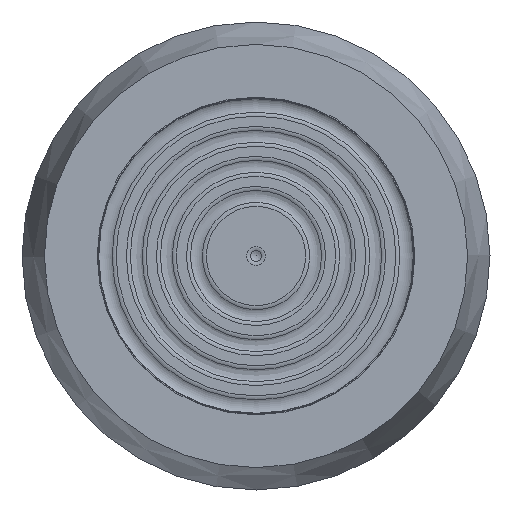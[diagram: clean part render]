
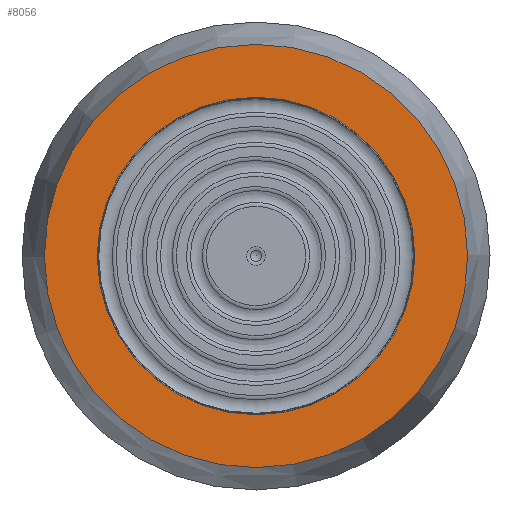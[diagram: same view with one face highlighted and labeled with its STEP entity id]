
A CAD part, left-side view. The second image highlights one B-rep face of the part: STEP entity #8056.
In plain terms, the highlighted planar face has unit normal (-1, 0, 0).
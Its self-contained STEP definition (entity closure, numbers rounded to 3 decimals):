
#1061=FACE_BOUND('',#2104,.T.);
#1114=PLANE('',#8471);
#1592=FACE_OUTER_BOUND('',#2103,.T.);
#2103=EDGE_LOOP('',(#7355));
#2104=EDGE_LOOP('',(#7356));
#3065=CIRCLE('',#8463,19.);
#3070=CIRCLE('',#8472,25.321);
#3845=VERTEX_POINT('',#26355);
#3848=VERTEX_POINT('',#26368);
#5024=EDGE_CURVE('',#3845,#3845,#3065,.T.);
#5030=EDGE_CURVE('',#3848,#3848,#3070,.T.);
#7355=ORIENTED_EDGE('',*,*,#5030,.F.);
#7356=ORIENTED_EDGE('',*,*,#5024,.T.);
#8056=ADVANCED_FACE('',(#1592,#1061),#1114,.T.);
#8463=AXIS2_PLACEMENT_3D('',#26356,#9493,#9494);
#8471=AXIS2_PLACEMENT_3D('',#26367,#9510,#9511);
#8472=AXIS2_PLACEMENT_3D('',#26369,#9512,#9513);
#9493=DIRECTION('center_axis',(1.,0.,0.));
#9494=DIRECTION('ref_axis',(0.,1.,0.));
#9510=DIRECTION('center_axis',(-1.,0.,0.));
#9511=DIRECTION('ref_axis',(0.,0.,1.));
#9512=DIRECTION('center_axis',(1.,0.,0.));
#9513=DIRECTION('ref_axis',(0.,0.,-1.));
#26355=CARTESIAN_POINT('',(-37.,-19.,0.));
#26356=CARTESIAN_POINT('Origin',(-37.,0.,0.));
#26367=CARTESIAN_POINT('Origin',(-37.,25.321,0.));
#26368=CARTESIAN_POINT('',(-37.,-25.321,0.));
#26369=CARTESIAN_POINT('Origin',(-37.,0.,0.));
